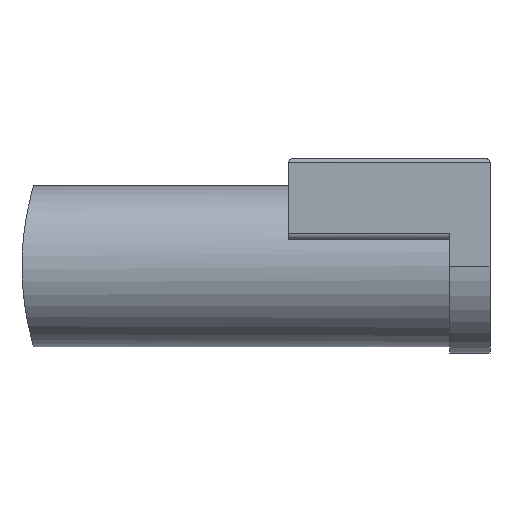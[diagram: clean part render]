
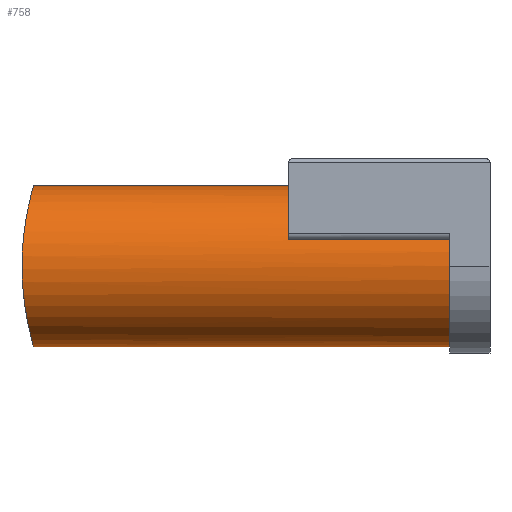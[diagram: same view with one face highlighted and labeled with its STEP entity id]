
A CAD part, left-side view. The second image highlights one B-rep face of the part: STEP entity #758.
In plain terms, the highlighted cylindrical face has radius 6 mm (diameter 12 mm), a partial arc.
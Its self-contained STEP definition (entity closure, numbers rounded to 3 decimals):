
#24 = LINE ( 'NONE', #430, #1247 ) ;
#41 = ORIENTED_EDGE ( 'NONE', *, *, #234, .F. ) ;
#46 = DIRECTION ( 'NONE',  ( 0., -1., 0. ) ) ;
#50 = CARTESIAN_POINT ( 'NONE',  ( -5.203, 31.647, 3.014 ) ) ;
#64 = CARTESIAN_POINT ( 'NONE',  ( -5.99, 31.864, 0.399 ) ) ;
#139 = CARTESIAN_POINT ( 'NONE',  ( -4.878, 31.568, 3.499 ) ) ;
#141 = ORIENTED_EDGE ( 'NONE', *, *, #1246, .T. ) ;
#147 = CARTESIAN_POINT ( 'NONE',  ( -5.808, 31.811, -1.557 ) ) ;
#148 = DIRECTION ( 'NONE',  ( 0., -1., 0. ) ) ;
#156 = CARTESIAN_POINT ( 'NONE',  ( -5.951, 31.852, 0.792 ) ) ;
#166 = VERTEX_POINT ( 'NONE', #1055 ) ;
#167 = DIRECTION ( 'NONE',  ( 0., 0., -1. ) ) ;
#230 = ORIENTED_EDGE ( 'NONE', *, *, #534, .T. ) ;
#234 = EDGE_CURVE ( 'NONE', #166, #1031, #1167, .T. ) ;
#241 = CARTESIAN_POINT ( 'NONE',  ( -3.664, 31.316, 4.767 ) ) ;
#248 = CARTESIAN_POINT ( 'NONE',  ( -3.965, 31.372, 4.52 ) ) ;
#260 = CARTESIAN_POINT ( 'NONE',  ( -0.399, 31., -6. ) ) ;
#275 = CYLINDRICAL_SURFACE ( 'NONE', #1105, 6. ) ;
#285 = CARTESIAN_POINT ( 'NONE',  ( -4.768, 31.542, -3.663 ) ) ;
#307 = VERTEX_POINT ( 'NONE', #811 ) ;
#331 = EDGE_LOOP ( 'NONE', ( #41, #141, #1134, #230 ) ) ;
#345 = CARTESIAN_POINT ( 'NONE',  ( 0., 35., 6. ) ) ;
#350 = CARTESIAN_POINT ( 'NONE',  ( -4.513, 31.486, 3.959 ) ) ;
#368 = CARTESIAN_POINT ( 'NONE',  ( -5.806, 31.81, 1.563 ) ) ;
#379 = EDGE_CURVE ( 'NONE', #307, #883, #24, .T. ) ;
#430 = CARTESIAN_POINT ( 'NONE',  ( 0., 35., -6. ) ) ;
#458 = CARTESIAN_POINT ( 'NONE',  ( -5.391, 31.696, -2.663 ) ) ;
#472 = CARTESIAN_POINT ( 'NONE',  ( -2.663, 31.165, 5.391 ) ) ;
#534 = EDGE_CURVE ( 'NONE', #883, #1031, #675, .T. ) ;
#557 = CARTESIAN_POINT ( 'NONE',  ( -4.38, 31.457, 4.105 ) ) ;
#564 = CARTESIAN_POINT ( 'NONE',  ( -0.393, 31., 6. ) ) ;
#573 = CARTESIAN_POINT ( 'NONE',  ( -1.563, 31.054, -5.806 ) ) ;
#585 = CARTESIAN_POINT ( 'NONE',  ( 0., 0., 0. ) ) ;
#604 = CARTESIAN_POINT ( 'NONE',  ( -3.013, 31.213, -5.204 ) ) ;
#663 = CARTESIAN_POINT ( 'NONE',  ( -5.922, 31.844, 0.986 ) ) ;
#671 = CARTESIAN_POINT ( 'NONE',  ( -3.963, 31.373, -4.509 ) ) ;
#674 = VECTOR ( 'NONE', #148, 1000. ) ;
#675 = CIRCLE ( 'NONE', #1202, 6. ) ;
#680 = CARTESIAN_POINT ( 'NONE',  ( -3.66, 31.318, -4.758 ) ) ;
#699 = CARTESIAN_POINT ( 'NONE',  ( -5.692, 31.778, 1.939 ) ) ;
#734 = CARTESIAN_POINT ( 'NONE',  ( 0., 0., -6. ) ) ;
#757 = CARTESIAN_POINT ( 'NONE',  ( -5.388, 31.695, 2.67 ) ) ;
#758 = ADVANCED_FACE ( 'NONE', ( #1170 ), #275, .T. ) ;
#764 = CARTESIAN_POINT ( 'NONE',  ( -6., 31.867, -0.395 ) ) ;
#772 = CARTESIAN_POINT ( 'NONE',  ( -1.94, 31.086, 5.691 ) ) ;
#796 = DIRECTION ( 'NONE',  ( 0., -1., 0. ) ) ;
#811 = CARTESIAN_POINT ( 'NONE',  ( 0., 31., -6. ) ) ;
#831 = CARTESIAN_POINT ( 'NONE',  ( 0., 0., 6. ) ) ;
#859 = CARTESIAN_POINT ( 'NONE',  ( -3.014, 31.213, 5.203 ) ) ;
#866 = CARTESIAN_POINT ( 'NONE',  ( -4.52, 31.485, -3.965 ) ) ;
#873 = CARTESIAN_POINT ( 'NONE',  ( -2.669, 31.166, -5.388 ) ) ;
#879 = DIRECTION ( 'NONE',  ( 0., 0., 1. ) ) ;
#880 = CARTESIAN_POINT ( 'NONE',  ( -5.207, 31.648, -3.008 ) ) ;
#883 = VERTEX_POINT ( 'NONE', #734 ) ;
#956 = CARTESIAN_POINT ( 'NONE',  ( -0.786, 31.011, 5.962 ) ) ;
#971 = CARTESIAN_POINT ( 'NONE',  ( 0., 31., 6. ) ) ;
#1031 = VERTEX_POINT ( 'NONE', #831 ) ;
#1046 = CARTESIAN_POINT ( 'NONE',  ( -1.565, 31.054, 5.806 ) ) ;
#1054 = CARTESIAN_POINT ( 'NONE',  ( -6., 31.867, 0.199 ) ) ;
#1055 = CARTESIAN_POINT ( 'NONE',  ( 0., 31., 6. ) ) ;
#1063 = CARTESIAN_POINT ( 'NONE',  ( -1.946, 31.086, -5.689 ) ) ;
#1070 = CARTESIAN_POINT ( 'NONE',  ( 0., 31., -6. ) ) ;
#1074 = CARTESIAN_POINT ( 'NONE',  ( 0., 35., 0. ) ) ;
#1094 = CARTESIAN_POINT ( 'NONE',  ( -5.691, 31.778, -1.94 ) ) ;
#1105 = AXIS2_PLACEMENT_3D ( 'NONE', #1074, #796, #167 ) ;
#1134 = ORIENTED_EDGE ( 'NONE', *, *, #379, .T. ) ;
#1165 = CARTESIAN_POINT ( 'NONE',  ( -4.107, 31.401, -4.378 ) ) ;
#1167 = LINE ( 'NONE', #345, #674 ) ;
#1170 = FACE_OUTER_BOUND ( 'NONE', #331, .T. ) ;
#1172 = CARTESIAN_POINT ( 'NONE',  ( -5.961, 31.855, -0.785 ) ) ;
#1193 = DIRECTION ( 'NONE',  ( 0., 1., 0. ) ) ;
#1202 = AXIS2_PLACEMENT_3D ( 'NONE', #585, #1193, #879 ) ;
#1246 = EDGE_CURVE ( 'NONE', #166, #307, #1300, .T. ) ;
#1247 = VECTOR ( 'NONE', #46, 1000. ) ;
#1250 = CARTESIAN_POINT ( 'NONE',  ( -4.762, 31.541, 3.656 ) ) ;
#1258 = CARTESIAN_POINT ( 'NONE',  ( -3.501, 31.29, -4.876 ) ) ;
#1265 = CARTESIAN_POINT ( 'NONE',  ( -0.791, 31.011, -5.961 ) ) ;
#1300 = B_SPLINE_CURVE_WITH_KNOTS ( 'NONE', 3,
 ( #971, #564, #956, #1046, #772, #472, #859, #241, #248, #557, #350, #1250, #139, #50, #757, #699, #368, #663, #156, #64, #1054, #764, #1172, #147, #1094, #458, #880, #285, #866, #1165, #671, #680, #1258, #604, #873, #1063, #573, #1265, #260, #1070 ),
 .UNSPECIFIED., .F., .F.,
 ( 4, 2, 2, 2, 2, 2, 2, 2, 2, 2, 2, 2, 2, 2, 2, 2, 2, 2, 2, 4 ),
 ( 0.019, 0.02, 0.021, 0.022, 0.024, 0.024, 0.025, 0.026, 0.027, 0.028, 0.028, 0.029, 0.031, 0.032, 0.033, 0.034, 0.034, 0.035, 0.037, 0.038 ),
 .UNSPECIFIED. ) ;
